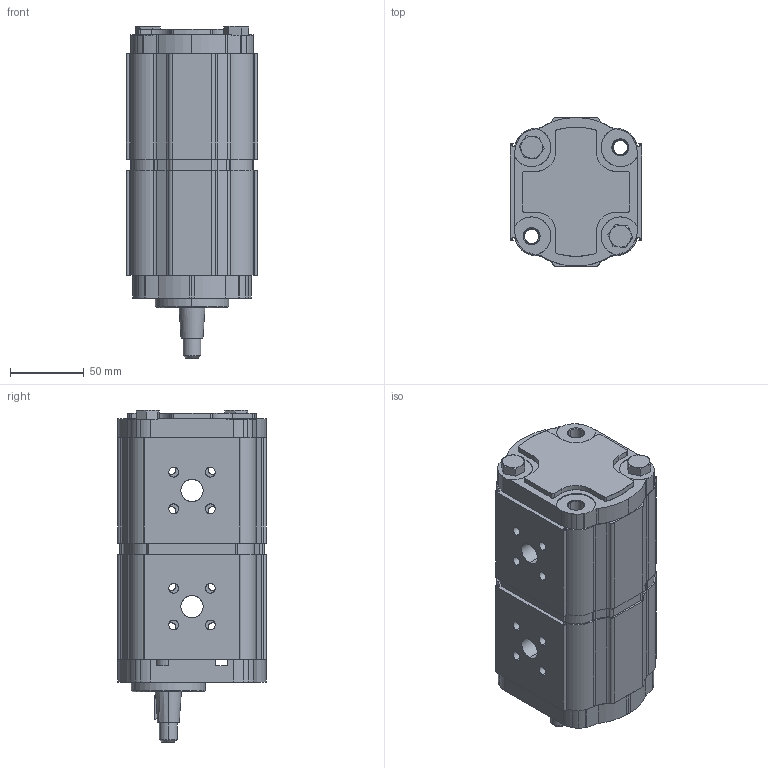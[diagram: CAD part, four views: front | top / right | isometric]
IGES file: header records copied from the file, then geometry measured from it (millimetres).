
Start section: SolidWorks IGES file using analytic representation for surfaces
Global section: file name: OT200 P20+20 D-B25 B5.igs; native system: SolidWorks 2014; preprocessor: SolidWorks 2014; author: serviziopdm; date: 150402.171207; units: millimetre
Bounding box: 88.86 x 100.5 x 224.4 mm (x, y, z)
Surface area: 110201.3 mm2 (no closed solid volume)
Topology: 0 solids, 0 shells, 363 faces, 5668 edges, 5668 vertices
Faces by surface type: revolution 274, bspline 89
